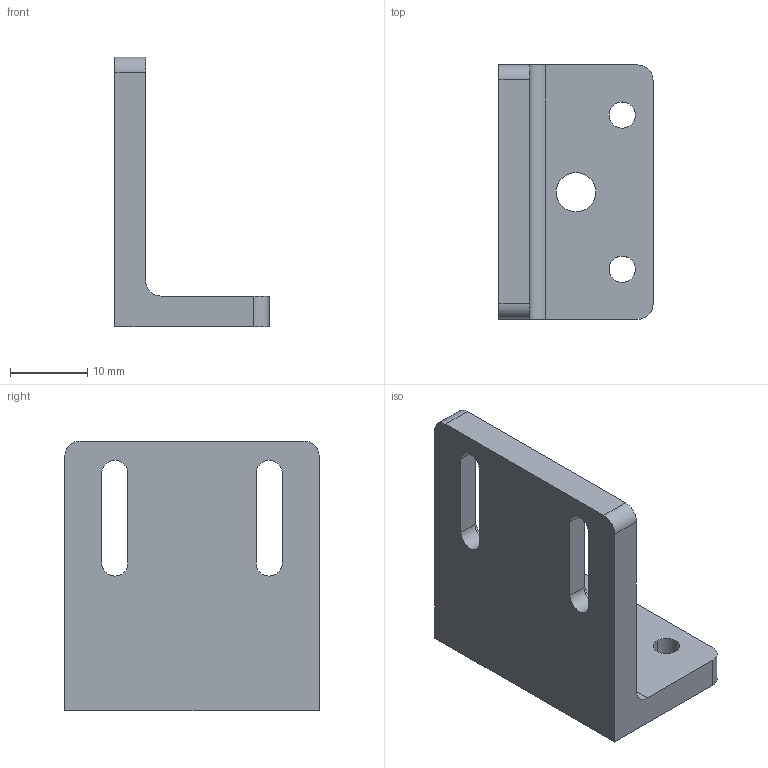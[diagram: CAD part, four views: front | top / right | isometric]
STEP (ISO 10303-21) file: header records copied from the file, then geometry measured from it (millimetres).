
FILE_DESCRIPTION(('Open CASCADE Model'),'2;1');
FILE_NAME('Open CASCADE Shape Model','2026-02-10T19:21:16',('Author'),( 'Open CASCADE'),'Open CASCADE STEP processor 7.7','Open CASCADE 7.7' ,'Unknown');
FILE_SCHEMA(('AUTOMOTIVE_DESIGN { 1 0 10303 214 1 1 1 1 }'));
Length unit declared in the file: millimetre
Products named in the file (2): Open CASCADE STEP translator 7.7 1; LP0689_P0021B
Assembly tree (1 placements, depth 2):
  Open CASCADE STEP translator 7.7 1
    LP0689_P0021B
Bounding box: 20 x 33 x 35 mm (x, y, z)
Volume: 6035.7 mm3; surface area: 4167.4 mm2
Topology: 1 solids, 1 shells, 41 faces, 111 edges, 74 vertices
Faces by surface type: cylinder 23, plane 18
Entity records: 2885 total; most frequent: CARTESIAN_POINT 570, DIRECTION 445, LINE 241, VECTOR 241, ORIENTED_EDGE 222, PCURVE 222, DEFINITIONAL_REPRESENTATION 222, EDGE_CURVE 111
